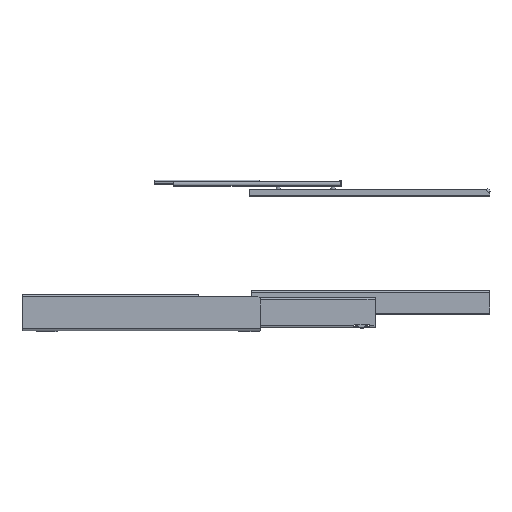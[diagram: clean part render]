
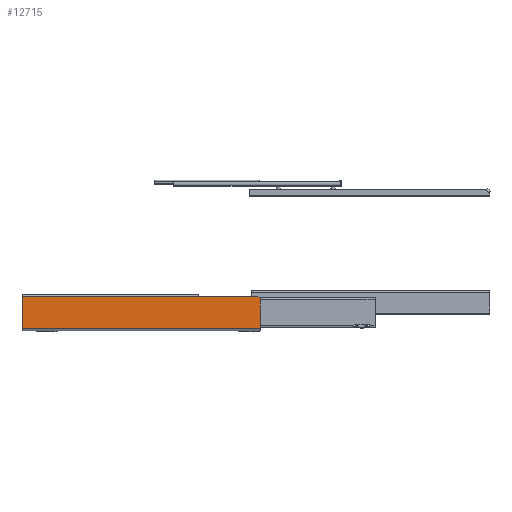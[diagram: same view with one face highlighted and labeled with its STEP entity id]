
A CAD part, left-side view. The second image highlights one B-rep face of the part: STEP entity #12715.
In plain terms, the highlighted planar face has unit normal (-1, 0, 0).
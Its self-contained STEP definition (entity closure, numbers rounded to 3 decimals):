
#1464=FACE_OUTER_BOUND('',#2245,.T.);
#2245=EDGE_LOOP('',(#9008,#9009,#9010,#9011,#9012,#9013,#9014));
#2986=LINE('',#18890,#4055);
#3251=LINE('',#19853,#4320);
#3268=LINE('',#19893,#4337);
#3273=LINE('',#19906,#4342);
#3282=LINE('',#19924,#4351);
#3283=LINE('',#19926,#4352);
#3284=LINE('',#19927,#4353);
#4055=VECTOR('',#14868,10.);
#4320=VECTOR('',#15825,10.);
#4337=VECTOR('',#15868,10.);
#4342=VECTOR('',#15881,10.);
#4351=VECTOR('',#15896,10.);
#4352=VECTOR('',#15899,10.);
#4353=VECTOR('',#15900,10.);
#5130=VERTEX_POINT('',#18887);
#5131=VERTEX_POINT('',#18889);
#5482=VERTEX_POINT('',#19850);
#5483=VERTEX_POINT('',#19852);
#5497=VERTEX_POINT('',#19905);
#5502=VERTEX_POINT('',#19920);
#5503=VERTEX_POINT('',#19922);
#6366=EDGE_CURVE('',#5131,#5130,#2986,.T.);
#6845=EDGE_CURVE('',#5482,#5483,#3251,.T.);
#6867=EDGE_CURVE('',#5130,#5483,#3268,.T.);
#6873=EDGE_CURVE('',#5497,#5131,#3273,.T.);
#6883=EDGE_CURVE('',#5502,#5503,#3282,.T.);
#6884=EDGE_CURVE('',#5502,#5482,#3283,.T.);
#6885=EDGE_CURVE('',#5503,#5497,#3284,.T.);
#9008=ORIENTED_EDGE('',*,*,#6884,.F.);
#9009=ORIENTED_EDGE('',*,*,#6883,.T.);
#9010=ORIENTED_EDGE('',*,*,#6885,.T.);
#9011=ORIENTED_EDGE('',*,*,#6873,.T.);
#9012=ORIENTED_EDGE('',*,*,#6366,.T.);
#9013=ORIENTED_EDGE('',*,*,#6867,.T.);
#9014=ORIENTED_EDGE('',*,*,#6845,.F.);
#12247=PLANE('',#13740);
#12715=ADVANCED_FACE('',(#1464),#12247,.T.);
#13740=AXIS2_PLACEMENT_3D('',#19925,#15897,#15898);
#14868=DIRECTION('',(0.,0.,-1.));
#15825=DIRECTION('',(0.,0.,-1.));
#15868=DIRECTION('',(0.,-1.,0.));
#15881=DIRECTION('',(0.,1.,0.));
#15896=DIRECTION('',(0.,1.,0.));
#15897=DIRECTION('center_axis',(-1.,0.,0.));
#15898=DIRECTION('ref_axis',(0.,-1.,0.));
#15899=DIRECTION('',(0.,-0.707,-0.707));
#15900=DIRECTION('',(0.,0.,1.));
#18887=CARTESIAN_POINT('',(-54.,535.,6.5));
#18889=CARTESIAN_POINT('',(-54.,535.,78.5));
#18890=CARTESIAN_POINT('',(-54.,535.,82.5));
#19850=CARTESIAN_POINT('',(-54.,5.,73.25));
#19852=CARTESIAN_POINT('',(-54.,5.,6.5));
#19853=CARTESIAN_POINT('',(-54.,5.,82.5));
#19893=CARTESIAN_POINT('',(-54.,137.5,6.5));
#19905=CARTESIAN_POINT('',(-54.,143.,78.5));
#19906=CARTESIAN_POINT('',(-54.,5.,78.5));
#19920=CARTESIAN_POINT('',(-54.,10.,78.25));
#19922=CARTESIAN_POINT('',(-54.,143.,78.25));
#19924=CARTESIAN_POINT('',(-54.,5.,78.25));
#19925=CARTESIAN_POINT('Origin',(-54.,5.,82.5));
#19926=CARTESIAN_POINT('',(-54.,8.563,76.813));
#19927=CARTESIAN_POINT('',(-54.,143.,80.375));
